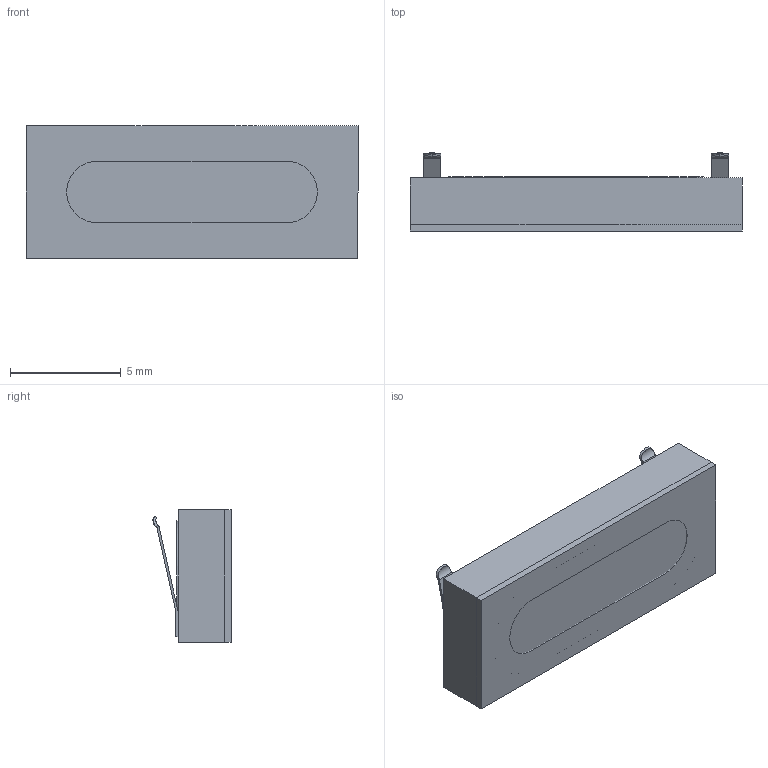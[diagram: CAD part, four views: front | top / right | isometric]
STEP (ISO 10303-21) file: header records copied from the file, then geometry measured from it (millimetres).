
FILE_DESCRIPTION (( 'STEP AP203' ), '1' );
FILE_NAME ('RC-1506S-1.STEP', '2017-01-03T19:39:08', ( 'Gem' ), ( '' ), 'SwSTEP 2.0', 'SolidWorks 2013', '' );
FILE_SCHEMA (( 'CONFIG_CONTROL_DESIGN' ));
Length unit declared in the file: millimetre
Products named in the file (1): RC-1506S-1
Bounding box: 15 x 3.54 x 6 mm (x, y, z)
Volume: 218.2 mm3; surface area: 611.3 mm2
Topology: 5 solids, 5 shells, 80 faces, 178 edges, 116 vertices
Faces by surface type: plane 42, cylinder 22, bspline 16
Entity records: 2745 total; most frequent: CARTESIAN_POINT 983, ORIENTED_EDGE 356, DIRECTION 320, EDGE_CURVE 178, VERTEX_POINT 116, AXIS2_PLACEMENT_3D 113, VECTOR 94, LINE 94
